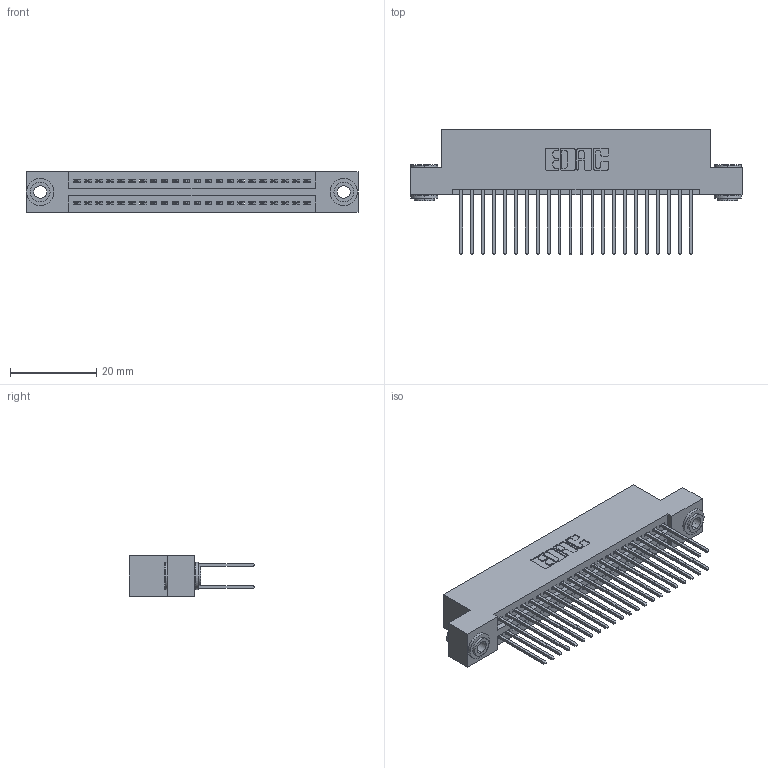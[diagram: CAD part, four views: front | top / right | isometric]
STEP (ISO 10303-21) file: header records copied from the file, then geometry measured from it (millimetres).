
FILE_DESCRIPTION (( 'STEP AP203' ), '1' );
FILE_NAME ('395-044-540-203.STEP', '2018-11-15T20:14:18', ( '' ), ( '' ), 'SwSTEP 2.0', 'SolidWorks 2016', '' );
FILE_SCHEMA (( 'CONFIG_CONTROL_DESIGN' ));
Length unit declared in the file: inch
Products named in the file (4): 345 Part_Flush Mounting Lugs - 0.156 Dia-TH; 395-044-540-203; 345-292-001_345-293-140; 345-250-002_345-250-002-102
Assembly tree (47 placements, depth 2):
  395-044-540-203
    345 Part_Flush Mounting Lugs - 0.156 Dia-TH
    345-292-001_345-293-140  x44
    345-250-002_345-250-002-102  x2
Bounding box: 77.09 x 29.13 x 9.4 mm (x, y, z)
Volume: 7489.1 mm3; surface area: 11661.5 mm2
Topology: 47 solids, 47 shells, 2364 faces, 6973 edges, 4586 vertices
Faces by surface type: plane 1542, cylinder 814, cone 8
Entity records: 20622 total; most frequent: CARTESIAN_POINT 3451, ORIENTED_EDGE 3378, DIRECTION 3099, EDGE_CURVE 1689, VECTOR 1445, LINE 1445, VERTEX_POINT 1122, AXIS2_PLACEMENT_3D 827
